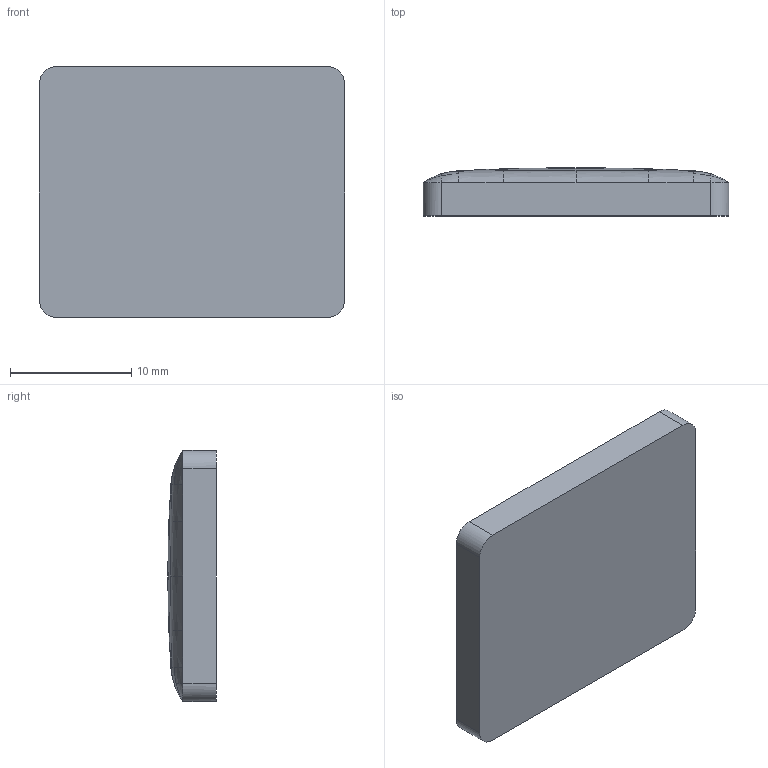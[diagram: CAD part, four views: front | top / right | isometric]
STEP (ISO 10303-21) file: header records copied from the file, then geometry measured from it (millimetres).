
FILE_DESCRIPTION(/* description */ (''),/* implementation_level */ '2;1');
FILE_NAME(/* name */ 'gelsight-mini-gel.step',/* time_stamp */ '2023-10-26T13:52:03+02:00',/* author */ (''),/* organization */ (''),/* preprocessor_version */ 'ST-DEVELOPER v20',/* originating_system */ 'Autodesk Translation Framework v12.14.0.127',/* authorisation */ '');
FILE_SCHEMA (('AUTOMOTIVE_DESIGN { 1 0 10303 214 3 1 1 }'));
Length unit declared in the file: millimetre
Products named in the file (1): gelsight-mini-gel
Bounding box: 25.25 x 4 x 20.75 mm (x, y, z)
Volume: 1898.8 mm3; surface area: 1306.5 mm2
Topology: 1 solids, 1 shells, 57 faces, 128 edges, 73 vertices
Faces by surface type: bspline 48, plane 5, cylinder 4
Entity records: 2443 total; most frequent: CARTESIAN_POINT 1375, ORIENTED_EDGE 256, DIRECTION 136, EDGE_CURVE 128, VERTEX_POINT 73, FACE_OUTER_BOUND 57, EDGE_LOOP 57, ADVANCED_FACE 57
